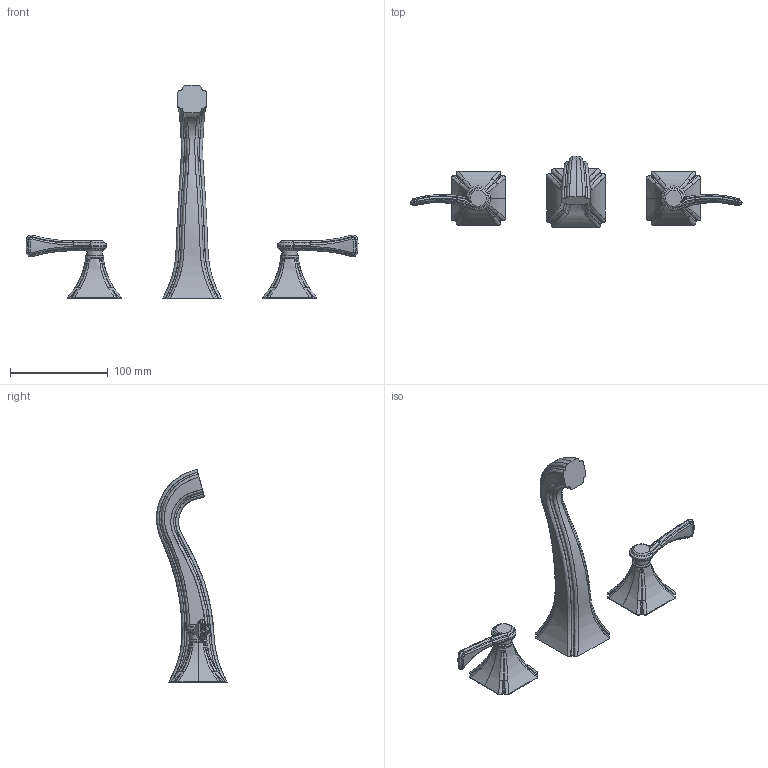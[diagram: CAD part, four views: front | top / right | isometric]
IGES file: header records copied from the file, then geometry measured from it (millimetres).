
Start section:  PTC IGES file: 3-2531_sw0003.igs
Global section: file name: 3-2531_sw0003.igs; native system: Creo Parametric by PTC Inc.; preprocessor: 2018400; author: rsmith; organization: Unknown; date: 20201125.161010; units: inch
Bounding box: 340.24 x 72.81 x 218.4 mm (x, y, z)
Surface area: 54313.4 mm2 (no closed solid volume)
Topology: 0 solids, 0 shells, 397 faces, 1820 edges, 1818 vertices
Faces by surface type: bspline 318, revolution 79
